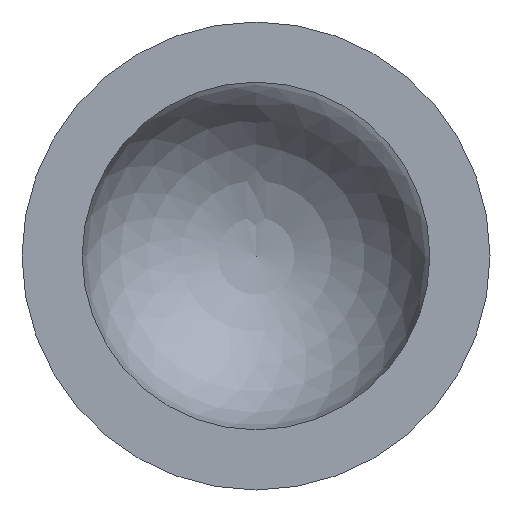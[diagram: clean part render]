
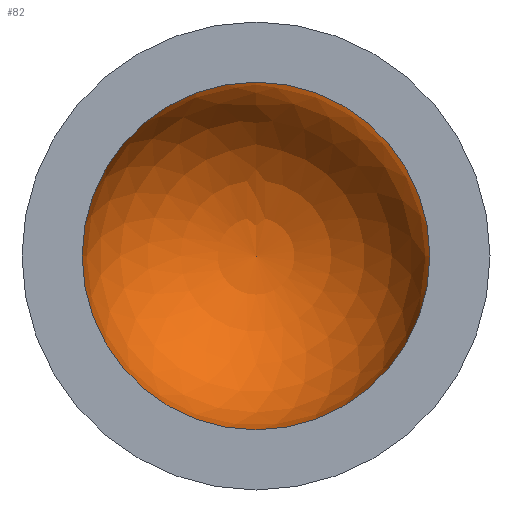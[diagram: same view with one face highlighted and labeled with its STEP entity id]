
A CAD part, front view. The second image highlights one B-rep face of the part: STEP entity #82.
In plain terms, the highlighted spherical face has radius 10.4 mm.
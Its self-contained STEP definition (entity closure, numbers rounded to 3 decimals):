
#23=FACE_OUTER_BOUND('',#28,.T.);
#28=EDGE_LOOP('',(#60,#61,#62,#63));
#34=CIRCLE('',#102,10.4);
#35=CIRCLE('',#103,10.4);
#36=CIRCLE('',#104,10.4);
#42=VERTEX_POINT('',#146);
#43=VERTEX_POINT('',#147);
#44=VERTEX_POINT('',#150);
#50=EDGE_CURVE('',#42,#43,#34,.T.);
#51=EDGE_CURVE('',#43,#42,#35,.T.);
#52=EDGE_CURVE('',#43,#44,#36,.T.);
#60=ORIENTED_EDGE('',*,*,#50,.F.);
#61=ORIENTED_EDGE('',*,*,#51,.F.);
#62=ORIENTED_EDGE('',*,*,#52,.T.);
#63=ORIENTED_EDGE('',*,*,#52,.F.);
#80=SPHERICAL_SURFACE('',#101,10.4);
#82=ADVANCED_FACE('',(#23),#80,.F.);
#101=AXIS2_PLACEMENT_3D('',#145,#116,#117);
#102=AXIS2_PLACEMENT_3D('',#148,#118,#119);
#103=AXIS2_PLACEMENT_3D('',#149,#120,#121);
#104=AXIS2_PLACEMENT_3D('',#151,#122,#123);
#116=DIRECTION('center_axis',(0.,1.,0.));
#117=DIRECTION('ref_axis',(0.,0.,-1.));
#118=DIRECTION('center_axis',(0.,1.,0.));
#119=DIRECTION('ref_axis',(1.,0.,0.));
#120=DIRECTION('center_axis',(0.,1.,0.));
#121=DIRECTION('ref_axis',(1.,0.,0.));
#122=DIRECTION('center_axis',(-1.,0.,0.));
#123=DIRECTION('ref_axis',(0.,0.,1.));
#145=CARTESIAN_POINT('Origin',(-21.,44.,0.));
#146=CARTESIAN_POINT('',(-31.4,44.,0.));
#147=CARTESIAN_POINT('',(-21.,44.,10.4));
#148=CARTESIAN_POINT('Origin',(-21.,44.,0.));
#149=CARTESIAN_POINT('Origin',(-21.,44.,0.));
#150=CARTESIAN_POINT('',(-21.,54.4,0.));
#151=CARTESIAN_POINT('Origin',(-21.,44.,0.));
